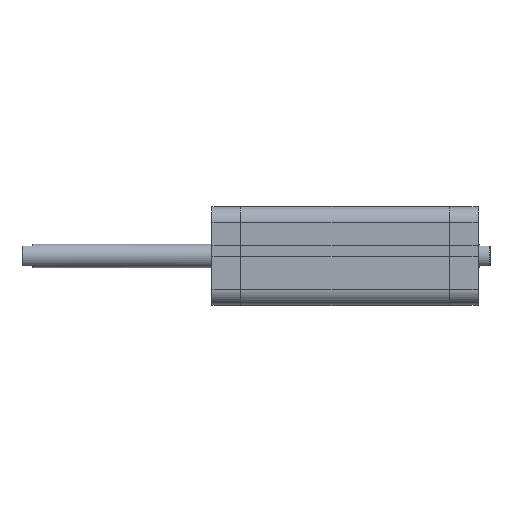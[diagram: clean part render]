
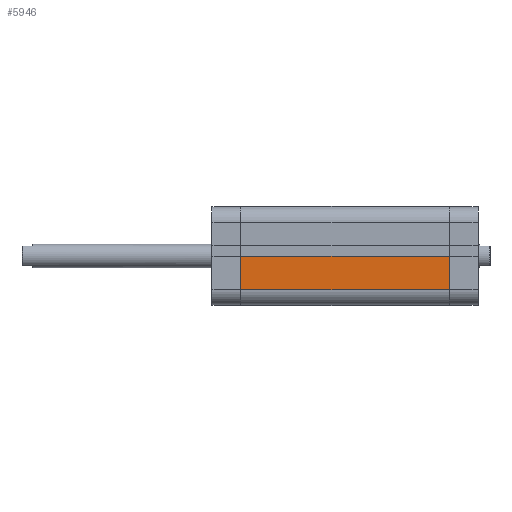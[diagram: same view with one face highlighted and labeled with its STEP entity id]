
A CAD part, top view. The second image highlights one B-rep face of the part: STEP entity #5946.
In plain terms, the highlighted face is planar.
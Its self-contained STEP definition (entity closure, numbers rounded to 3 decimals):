
#224 = EDGE_LOOP ( 'NONE', ( #1445, #1444, #1443, #1442 ) ) ;
#1442 = ORIENTED_EDGE ( 'NONE', *, *, #6297, .T. ) ;
#1443 = ORIENTED_EDGE ( 'NONE', *, *, #6301, .F. ) ;
#1444 = ORIENTED_EDGE ( 'NONE', *, *, #6294, .F. ) ;
#1445 = ORIENTED_EDGE ( 'NONE', *, *, #6292, .T. ) ;
#1556 = VERTEX_POINT ( 'NONE', #1950 ) ;
#1557 = VERTEX_POINT ( 'NONE', #1951 ) ;
#1559 = VERTEX_POINT ( 'NONE', #1953 ) ;
#1560 = VERTEX_POINT ( 'NONE', #1954 ) ;
#1950 = CARTESIAN_POINT ( 'NONE',  ( 17., -25., 0. ) ) ;
#1951 = CARTESIAN_POINT ( 'NONE',  ( 17., -25., 105.5 ) ) ;
#1953 = CARTESIAN_POINT ( 'NONE',  ( 0.1, -25., 0. ) ) ;
#1954 = CARTESIAN_POINT ( 'NONE',  ( 0.1, -25., 105.5 ) ) ;
#3120 = FACE_OUTER_BOUND ( 'NONE', #224, .T. ) ;
#3677 = LINE ( 'NONE', #5273, #3679 ) ;
#3679 = VECTOR ( 'NONE', #5294, 1000. ) ;
#3680 = VECTOR ( 'NONE', #5299, 1000. ) ;
#3683 = LINE ( 'NONE', #5293, #3680 ) ;
#3689 = LINE ( 'NONE', #5304, #3690 ) ;
#3690 = VECTOR ( 'NONE', #5305, 1000. ) ;
#3692 = LINE ( 'NONE', #5292, #3696 ) ;
#3696 = VECTOR ( 'NONE', #5313, 1000. ) ;
#4399 = PLANE ( 'NONE',  #6651 ) ;
#4402 = CARTESIAN_POINT ( 'NONE',  ( 0., -25., 105.5 ) ) ;
#4453 = DIRECTION ( 'NONE',  ( 0., 1., 0. ) ) ;
#4454 = DIRECTION ( 'NONE',  ( -1., 0., 0. ) ) ;
#5273 = CARTESIAN_POINT ( 'NONE',  ( 0., -25., 0. ) ) ;
#5292 = CARTESIAN_POINT ( 'NONE',  ( 0., -25., 105.5 ) ) ;
#5293 = CARTESIAN_POINT ( 'NONE',  ( 17., -25., 105.5 ) ) ;
#5294 = DIRECTION ( 'NONE',  ( 1., 0., 0. ) ) ;
#5299 = DIRECTION ( 'NONE',  ( 0., 0., -1. ) ) ;
#5304 = CARTESIAN_POINT ( 'NONE',  ( 0.1, -25., 105.5 ) ) ;
#5305 = DIRECTION ( 'NONE',  ( 0., 0., -1. ) ) ;
#5313 = DIRECTION ( 'NONE',  ( 1., 0., 0. ) ) ;
#5946 = ADVANCED_FACE ( 'NONE', ( #3120 ), #4399, .F. ) ;
#6292 = EDGE_CURVE ( 'NONE', #1559, #1556, #3677, .T. ) ;
#6294 = EDGE_CURVE ( 'NONE', #1557, #1556, #3683, .T. ) ;
#6297 = EDGE_CURVE ( 'NONE', #1560, #1559, #3689, .T. ) ;
#6301 = EDGE_CURVE ( 'NONE', #1560, #1557, #3692, .T. ) ;
#6651 = AXIS2_PLACEMENT_3D ( 'NONE', #4402, #4453, #4454 ) ;
